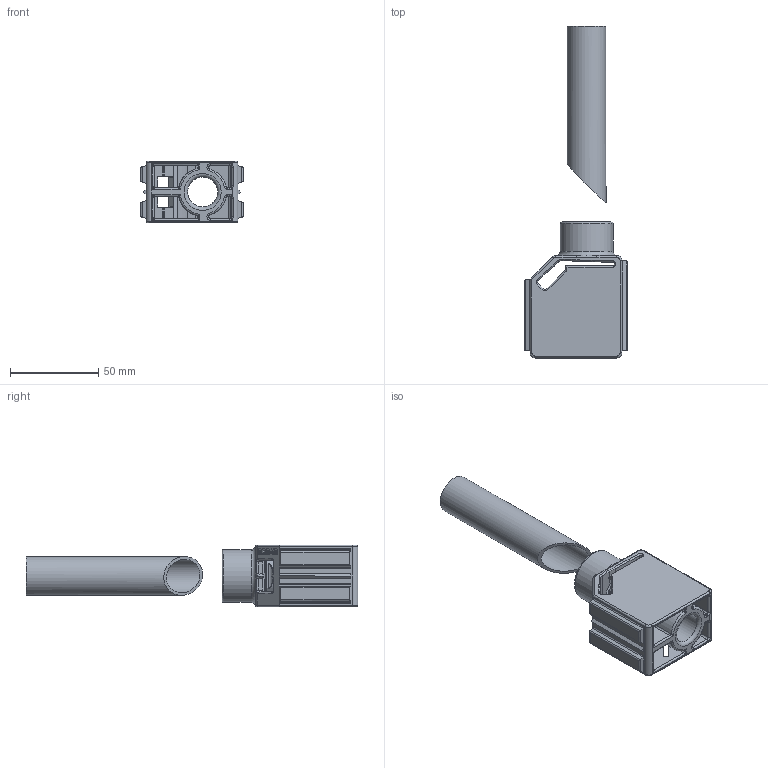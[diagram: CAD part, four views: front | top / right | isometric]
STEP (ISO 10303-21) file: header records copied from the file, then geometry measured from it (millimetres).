
FILE_DESCRIPTION(/* description */ (''),/* implementation_level */ '2;1');
FILE_NAME(/* name */ '.stp',/* time_stamp */ '2019-08-13T16:29:27+02:00',/* author */ ('WG'),/* organization */ (''),/* preprocessor_version */ 'ST-DEVELOPER v17.2',/* originating_system */ 'Autodesk Inventor 2019',/* authorisation */ '');
FILE_SCHEMA (('AUTOMOTIVE_DESIGN { 1 0 10303 214 3 1 1 }'));
Length unit declared in the file: millimetre
Products named in the file (3): GJ10530GS-6; emporte pièce découpe joint cache poussiere; 23249 modif
Assembly tree (2 placements, depth 2):
  GJ10530GS-6
    emporte pièce découpe joint cache poussiere
    23249 modif
Bounding box: 58 x 188 x 35 mm (x, y, z)
Volume: 64608.9 mm3; surface area: 43307.7 mm2
Topology: 2 solids, 2 shells, 461 faces, 1193 edges, 723 vertices
Faces by surface type: cylinder 159, plane 144, bspline 84, torus 51, cone 19, sphere 4
Full cylindrical faces by diameter (mm): 17 x1, 19 x1, 22 x1, 22.4 x2, 23.4 x1, 30 x1
Entity records: 15545 total; most frequent: CARTESIAN_POINT 4571, ORIENTED_EDGE 2358, DIRECTION 2177, EDGE_CURVE 1179, AXIS2_PLACEMENT_3D 800, VERTEX_POINT 723, LINE 577, VECTOR 577
